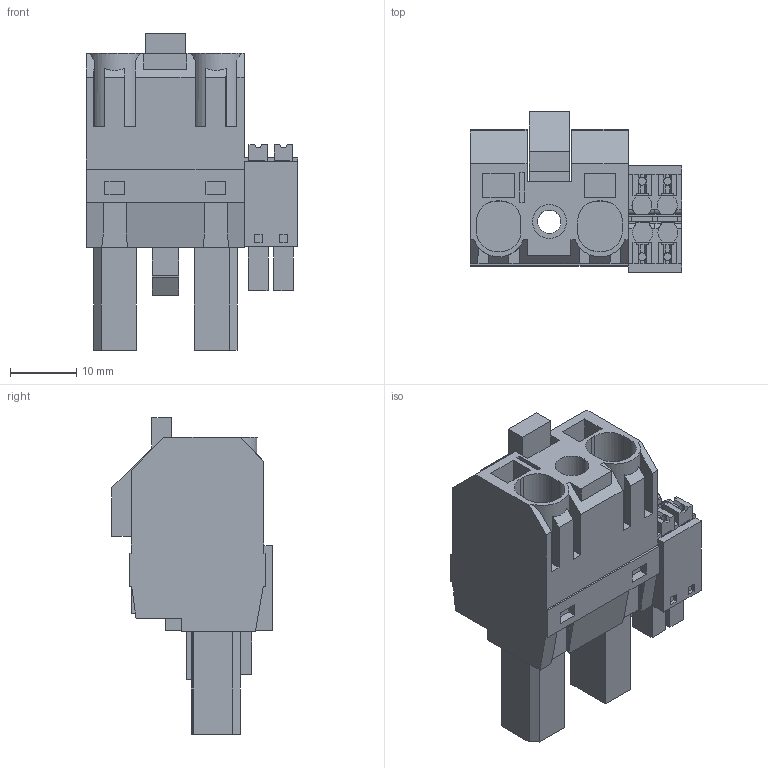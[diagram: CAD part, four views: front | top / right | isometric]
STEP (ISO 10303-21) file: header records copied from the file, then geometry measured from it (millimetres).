
FILE_DESCRIPTION(('CATIA V5 STEP Exchange','CAx-IF Rec.Pracs.--- Model Styling and Organization---1.4--- 2014-01-23'),'2;1');
FILE_NAME ('D1448300_1_1081610000_1081610000.stp','2023-09-07T12:49:38+00:00',('none'),('Weidmueller'),'CATIA Version 5-6 Release 2016 SP3 HF44','CATIA V5 STEP AP214','none');
FILE_SCHEMA(('AUTOMOTIVE_DESIGN { 1 0 10303 214 1 1 1 1 }'));
Length unit declared in the file: millimetre
Products named in the file (1): 1081610000
Bounding box: 31.79 x 24.13 x 47.7 mm (x, y, z)
Volume: 14559 mm3; surface area: 8584.1 mm2
Topology: 6 solids, 6 shells, 476 faces, 1315 edges, 873 vertices
Faces by surface type: plane 426, cylinder 50
Entity records: 14391 total; most frequent: CARTESIAN_POINT 2819, ORIENTED_EDGE 2630, DIRECTION 1942, EDGE_CURVE 1315, VECTOR 1165, LINE 1165, VERTEX_POINT 873, EDGE_LOOP 508
